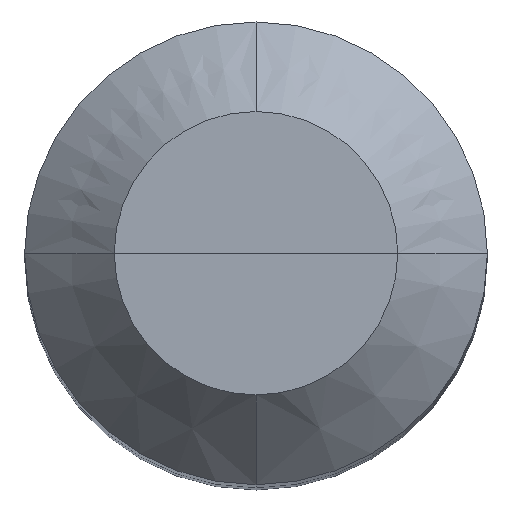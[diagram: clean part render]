
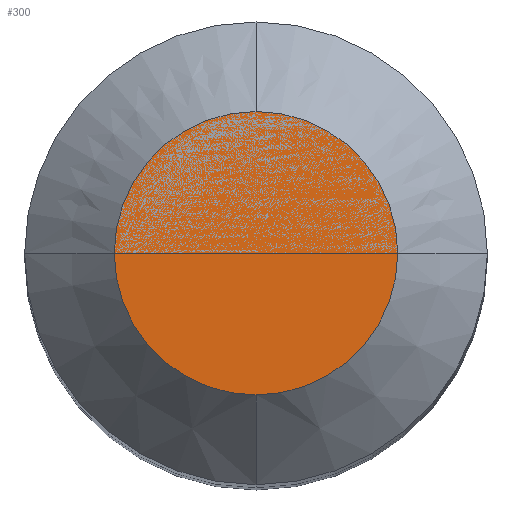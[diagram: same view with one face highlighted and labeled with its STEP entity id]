
A CAD part, top view. The second image highlights one B-rep face of the part: STEP entity #300.
In plain terms, the highlighted face is planar.
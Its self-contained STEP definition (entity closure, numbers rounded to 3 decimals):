
#195=CARTESIAN_POINT('',(0.,0.,0.));
#196=DIRECTION('',(0.,0.,-1.));
#197=DIRECTION('',(0.,1.,0.));
#198=AXIS2_PLACEMENT_3D('',#195,#196,#197);
#203=CARTESIAN_POINT('',(0.,0.,0.));
#204=DIRECTION('',(0.,0.,1.));
#205=DIRECTION('',(0.,1.,0.));
#206=AXIS2_PLACEMENT_3D('',#203,#204,#205);
#212=CARTESIAN_POINT('',(0.,4.9,0.));
#214=VERTEX_POINT('',#212);
#216=CARTESIAN_POINT('',(0.,-4.9,0.));
#218=VERTEX_POINT('',#216);
#291=CARTESIAN_POINT('',(0.,0.,0.));
#292=DIRECTION('',(0.,0.,1.));
#293=DIRECTION('',(0.,-1.,0.));
#294=AXIS2_PLACEMENT_3D('',#291,#292,#293);
#295=PLANE('',#294);
#296=ORIENTED_EDGE('',*,*,#270,.F.);
#297=ORIENTED_EDGE('',*,*,#286,.T.);
#298=EDGE_LOOP('',(#296,#297));
#299=FACE_OUTER_BOUND('',#298,.F.);
#199=CIRCLE('',#198,4.9);
#207=CIRCLE('',#206,4.9);
#270=EDGE_CURVE('',#214,#218,#199,.T.);
#286=EDGE_CURVE('',#214,#218,#207,.T.);
#300=ADVANCED_FACE('',(#299),#295,.F.);
